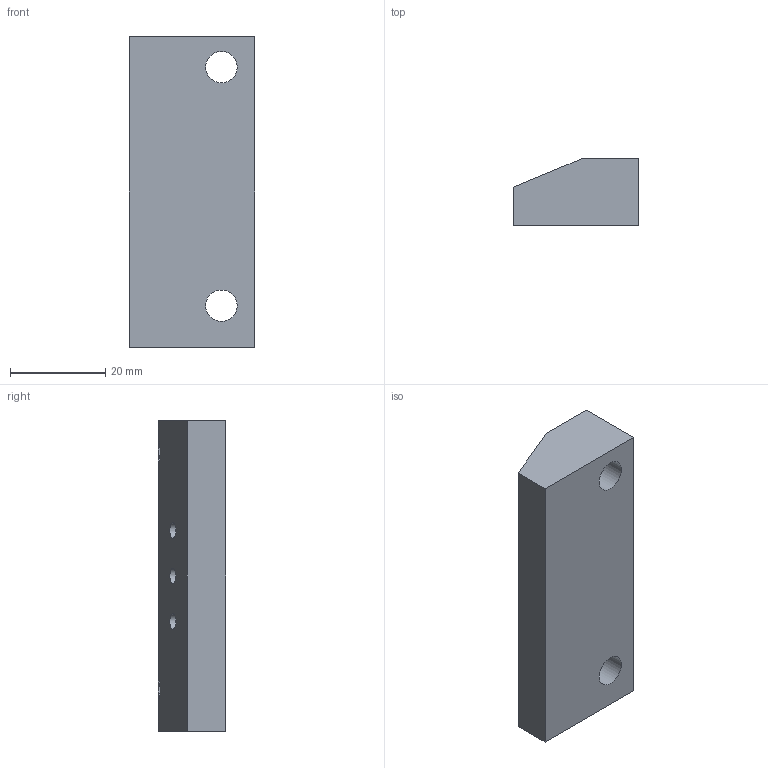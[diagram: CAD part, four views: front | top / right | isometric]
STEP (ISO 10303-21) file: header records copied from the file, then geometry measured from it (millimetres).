
FILE_DESCRIPTION(/* description */ (''),/* implementation_level */ '2;1');
FILE_NAME(/* name */ 'FAB-P0043 - Widefield Mirror Mount.stp',/* time_stamp */ '2020-02-10T11:56:21+00:00',/* author */ ('whgu0532'),/* organization */ (''),/* preprocessor_version */ 'ST-DEVELOPER v18',/* originating_system */ 'Autodesk Inventor 2020',/* authorisation */ '');
FILE_SCHEMA (('AUTOMOTIVE_DESIGN { 1 0 10303 214 3 1 1 }'));
Length unit declared in the file: millimetre
Products named in the file (1): FAB-P0043 - Widefield Mirror Mount
Bounding box: 26.32 x 14.08 x 65 mm (x, y, z)
Volume: 19235.8 mm3; surface area: 6405.3 mm2
Topology: 1 solids, 1 shells, 19 faces, 56 edges, 39 vertices
Faces by surface type: plane 9, cylinder 7, cone 3
Full cylindrical faces by diameter (mm): 3.242 x3, 6.6 x2, 11 x2
Entity records: 690 total; most frequent: DIRECTION 119, CARTESIAN_POINT 112, ORIENTED_EDGE 106, EDGE_CURVE 53, AXIS2_PLACEMENT_3D 46, VERTEX_POINT 39, LINE 27, VECTOR 27
